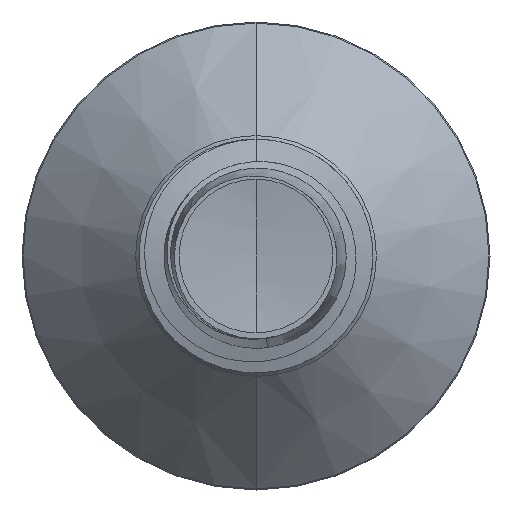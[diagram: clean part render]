
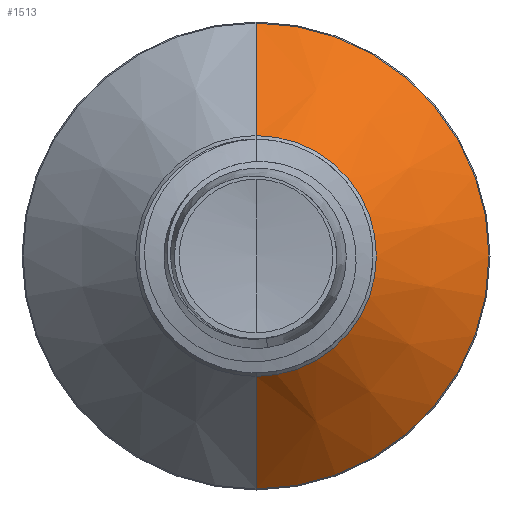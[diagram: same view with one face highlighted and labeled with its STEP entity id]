
A CAD part, front view. The second image highlights one B-rep face of the part: STEP entity #1513.
In plain terms, the highlighted conical face has half-angle 45 degrees and reference radius 3.088 mm.
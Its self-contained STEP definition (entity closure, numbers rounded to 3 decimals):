
#53 = CONICAL_SURFACE ( 'NONE', #2883, 3.089, 0.785 ) ;
#240 = EDGE_CURVE ( 'NONE', #11949, #10111, #11395, .T. ) ;
#252 = FACE_OUTER_BOUND ( 'NONE', #7040, .T. ) ;
#357 = CARTESIAN_POINT ( 'NONE',  ( 0., 6.624, 5.974 ) ) ;
#578 = DIRECTION ( 'NONE',  ( 0., 0., 1. ) ) ;
#581 = DIRECTION ( 'NONE',  ( 0., 1., 0. ) ) ;
#597 = CARTESIAN_POINT ( 'NONE',  ( 0., 3.739, 0. ) ) ;
#1169 = VERTEX_POINT ( 'NONE', #4693 ) ;
#1378 = ORIENTED_EDGE ( 'NONE', *, *, #5920, .T. ) ;
#1400 = ORIENTED_EDGE ( 'NONE', *, *, #8998, .T. ) ;
#1417 = ORIENTED_EDGE ( 'NONE', *, *, #240, .F. ) ;
#1434 = ORIENTED_EDGE ( 'NONE', *, *, #4881, .F. ) ;
#1513 = ADVANCED_FACE ( 'NONE', ( #252 ), #53, .T. ) ;
#2303 = CIRCLE ( 'NONE', #11990, 3.089 ) ;
#2883 = AXIS2_PLACEMENT_3D ( 'NONE', #5319, #6135, #6264 ) ;
#4693 = CARTESIAN_POINT ( 'NONE',  ( 0., 3.739, -3.089 ) ) ;
#4823 = DIRECTION ( 'NONE',  ( 0., 0., 1. ) ) ;
#4881 = EDGE_CURVE ( 'NONE', #8814, #11949, #10010, .T. ) ;
#5319 = CARTESIAN_POINT ( 'NONE',  ( 0., 3.739, 0. ) ) ;
#5920 = EDGE_CURVE ( 'NONE', #8814, #1169, #2303, .T. ) ;
#6135 = DIRECTION ( 'NONE',  ( 0., 1., 0. ) ) ;
#6264 = DIRECTION ( 'NONE',  ( 0., 0., 1. ) ) ;
#6273 = DIRECTION ( 'NONE',  ( 0., 0.707, -0.707 ) ) ;
#7030 = DIRECTION ( 'NONE',  ( 0., 0.707, 0.707 ) ) ;
#7040 = EDGE_LOOP ( 'NONE', ( #1378, #1400, #1417, #1434 ) ) ;
#7111 = CARTESIAN_POINT ( 'NONE',  ( 0., 3.739, 3.089 ) ) ;
#7516 = CARTESIAN_POINT ( 'NONE',  ( 0., 6.624, 0. ) ) ;
#7525 = DIRECTION ( 'NONE',  ( 0., 1., 0. ) ) ;
#8814 = VERTEX_POINT ( 'NONE', #11906 ) ;
#8998 = EDGE_CURVE ( 'NONE', #1169, #10111, #11071, .T. ) ;
#9207 = VECTOR ( 'NONE', #7030, 1000. ) ;
#10010 = LINE ( 'NONE', #7111, #9207 ) ;
#10111 = VERTEX_POINT ( 'NONE', #11392 ) ;
#11071 = LINE ( 'NONE', #11929, #11597 ) ;
#11392 = CARTESIAN_POINT ( 'NONE',  ( 0., 6.624, -5.974 ) ) ;
#11395 = CIRCLE ( 'NONE', #11495, 5.974 ) ;
#11495 = AXIS2_PLACEMENT_3D ( 'NONE', #7516, #7525, #4823 ) ;
#11597 = VECTOR ( 'NONE', #6273, 1000. ) ;
#11906 = CARTESIAN_POINT ( 'NONE',  ( 0., 3.739, 3.089 ) ) ;
#11929 = CARTESIAN_POINT ( 'NONE',  ( 0., 3.739, -3.089 ) ) ;
#11949 = VERTEX_POINT ( 'NONE', #357 ) ;
#11990 = AXIS2_PLACEMENT_3D ( 'NONE', #597, #581, #578 ) ;
